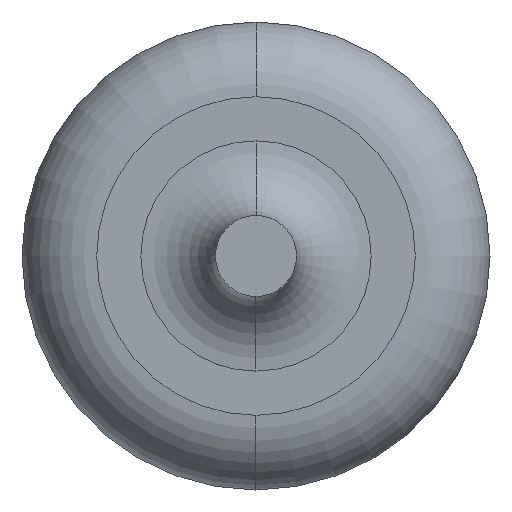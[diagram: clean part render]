
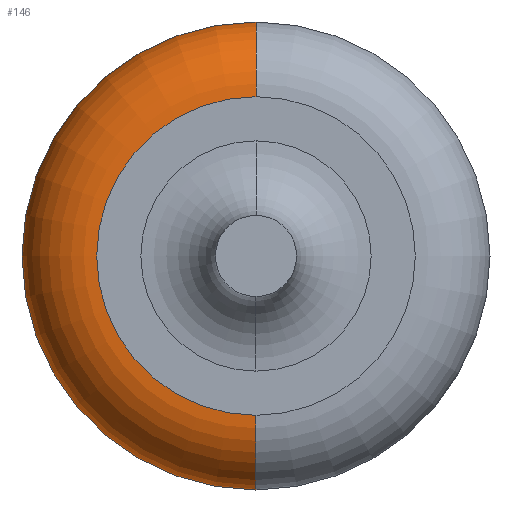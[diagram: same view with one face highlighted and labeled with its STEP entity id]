
A CAD part, left-side view. The second image highlights one B-rep face of the part: STEP entity #146.
In plain terms, the highlighted toroidal (fillet/blend) face has major radius 1.6 mm and minor radius 0.75 mm.
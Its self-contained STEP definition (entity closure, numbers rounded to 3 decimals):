
#16 = DIRECTION ( 'NONE',  ( -1., 0., 0. ) ) ;
#17 = DIRECTION ( 'NONE',  ( 0., 0., 1. ) ) ;
#18 = CARTESIAN_POINT ( 'NONE',  ( -5.6, 0., 0. ) ) ;
#28 = DIRECTION ( 'NONE',  ( 0., -1., 0. ) ) ;
#29 = DIRECTION ( 'NONE',  ( 0., 0., -1. ) ) ;
#51 = TOROIDAL_SURFACE ( 'NONE', #729, 1.6, 0.75 ) ;
#58 = DIRECTION ( 'NONE',  ( 0., 0., 1. ) ) ;
#59 = DIRECTION ( 'NONE',  ( -1., 0., 0. ) ) ;
#60 = CARTESIAN_POINT ( 'NONE',  ( -5.6, 0., 0. ) ) ;
#66 = EDGE_CURVE ( 'NONE', #457, #458, #322, .T. ) ;
#68 = EDGE_CURVE ( 'NONE', #457, #304, #325, .T. ) ;
#72 = EDGE_CURVE ( 'NONE', #304, #456, #302, .T. ) ;
#73 = EDGE_CURVE ( 'NONE', #458, #456, #292, .T. ) ;
#124 = ORIENTED_EDGE ( 'NONE', *, *, #68, .T. ) ;
#129 = ORIENTED_EDGE ( 'NONE', *, *, #72, .T. ) ;
#130 = ORIENTED_EDGE ( 'NONE', *, *, #73, .F. ) ;
#132 = ORIENTED_EDGE ( 'NONE', *, *, #66, .F. ) ;
#146 = ADVANCED_FACE ( 'NONE', ( #266 ), #51, .T. ) ;
#151 = DIRECTION ( 'NONE',  ( 0., 0., 1. ) ) ;
#152 = DIRECTION ( 'NONE',  ( 0., 1., 0. ) ) ;
#153 = CARTESIAN_POINT ( 'NONE',  ( -5.6, 0., -1.6 ) ) ;
#174 = DIRECTION ( 'NONE',  ( 0., 0., 1. ) ) ;
#183 = CARTESIAN_POINT ( 'NONE',  ( -6.35, 0., 0. ) ) ;
#192 = DIRECTION ( 'NONE',  ( -1., 0., 0. ) ) ;
#266 = FACE_OUTER_BOUND ( 'NONE', #475, .T. ) ;
#292 = CIRCLE ( 'NONE', #605, 1.6 ) ;
#302 = CIRCLE ( 'NONE', #604, 0.75 ) ;
#304 = VERTEX_POINT ( 'NONE', #614 ) ;
#322 = CIRCLE ( 'NONE', #595, 0.75 ) ;
#325 = CIRCLE ( 'NONE', #597, 2.35 ) ;
#456 = VERTEX_POINT ( 'NONE', #622 ) ;
#457 = VERTEX_POINT ( 'NONE', #627 ) ;
#458 = VERTEX_POINT ( 'NONE', #628 ) ;
#475 = EDGE_LOOP ( 'NONE', ( #124, #129, #130, #132 ) ) ;
#595 = AXIS2_PLACEMENT_3D ( 'NONE', #668, #28, #29 ) ;
#597 = AXIS2_PLACEMENT_3D ( 'NONE', #18, #16, #17 ) ;
#604 = AXIS2_PLACEMENT_3D ( 'NONE', #153, #152, #151 ) ;
#605 = AXIS2_PLACEMENT_3D ( 'NONE', #183, #192, #174 ) ;
#614 = CARTESIAN_POINT ( 'NONE',  ( -5.6, 0., -2.35 ) ) ;
#622 = CARTESIAN_POINT ( 'NONE',  ( -6.35, 0., -1.6 ) ) ;
#627 = CARTESIAN_POINT ( 'NONE',  ( -5.6, 0., 2.35 ) ) ;
#628 = CARTESIAN_POINT ( 'NONE',  ( -6.35, 0., 1.6 ) ) ;
#668 = CARTESIAN_POINT ( 'NONE',  ( -5.6, 0., 1.6 ) ) ;
#729 = AXIS2_PLACEMENT_3D ( 'NONE', #60, #59, #58 ) ;
